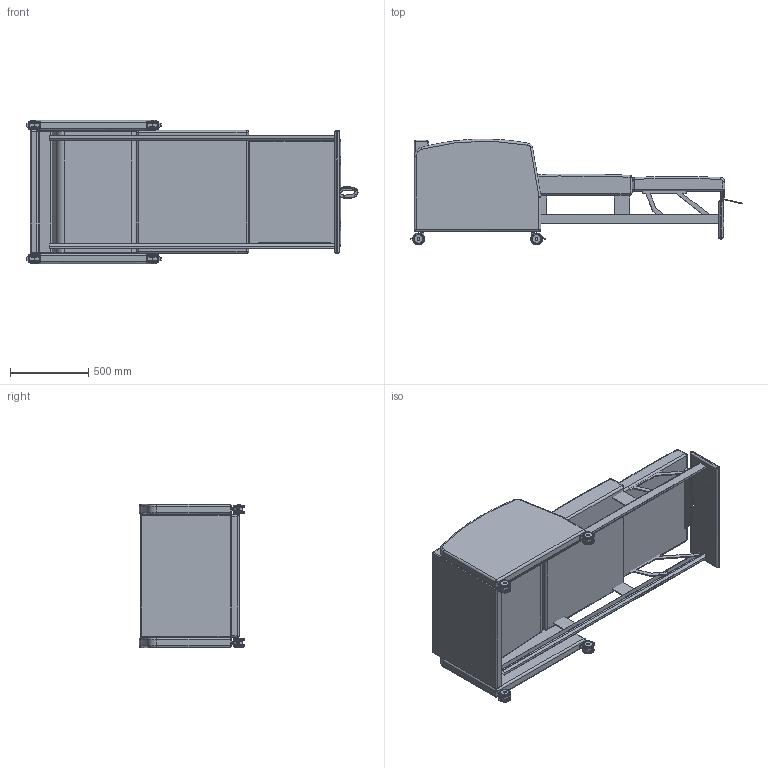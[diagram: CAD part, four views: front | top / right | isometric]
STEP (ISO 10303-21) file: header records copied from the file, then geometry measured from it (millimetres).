
FILE_DESCRIPTION(/* description */ (''),/* implementation_level */ '2;1');
FILE_NAME(/* name */ 'E0800F sleeper.stp',/* time_stamp */ '2017-01-25T11:20:14-05:00',/* author */ ('emerkel'),/* organization */ (''),/* preprocessor_version */ 'ST-DEVELOPER v16.5',/* originating_system */ 'Autodesk Inventor 2017',/* authorisation */ '');
FILE_SCHEMA (('AUTOMOTIVE_DESIGN { 1 0 10303 214 3 1 1 }'));
Length unit declared in the file: inch
Products named in the file (17): E0800F sleeper; E0800 UARM L; E0800 UARM R; UFBACK 0700; UOBACK 0700; UPOUT 0700; USEAT 0800; USEATX 0800; CAST COL 3"LC; CAST COL LOCK; CAST COL 3IN CENTER; CAST COL 3IN WHEEL; CAST COL 3IN INNER WHEEL; CSTR STEM 1.5C; CHANNELS; CHNL BRKT 4X.25; USEATX BRKT
Assembly tree (26 placements, depth 3):
  E0800F sleeper
    E0800 UARM L
    E0800 UARM R
    UFBACK 0700
    UOBACK 0700
    UPOUT 0700
    USEAT 0800
    USEATX 0800
    CAST COL 3"LC  x4
      CAST COL 3IN WHEEL
      CAST COL LOCK
      CAST COL 3IN CENTER
      CAST COL 3IN INNER WHEEL
      CSTR STEM 1.5C
    CHANNELS  x2
    CHNL BRKT 4X.25  x4
    USEATX BRKT  x2
Bounding box: 2126.49 x 676.44 x 917.58 mm (x, y, z)
Volume: 280762815.8 mm3; surface area: 8870655.3 mm2
Topology: 43 solids, 43 shells, 974 faces, 2132 edges, 1278 vertices
Faces by surface type: cylinder 341, plane 302, torus 195, bspline 76, sphere 48, cone 12
Full cylindrical faces by diameter (mm): 7.938 x11, 8.89 x4, 9.525 x4, 10.998 x4, 17.462 x4, 17.475 x4, 17.526 x8, 20.747 x4, 55.88 x8, 55.956 x8, 75.006 x8
Entity records: 22199 total; most frequent: CARTESIAN_POINT 11180, DIRECTION 2286, ORIENTED_EDGE 2092, EDGE_CURVE 1046, AXIS2_PLACEMENT_3D 929, VERTEX_POINT 639, EDGE_LOOP 549, FACE_OUTER_BOUND 487
